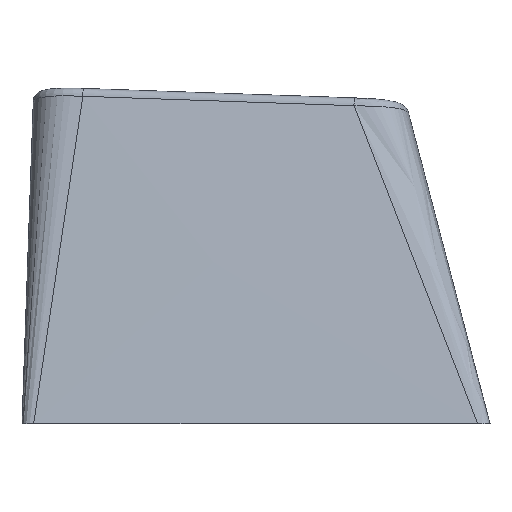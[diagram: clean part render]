
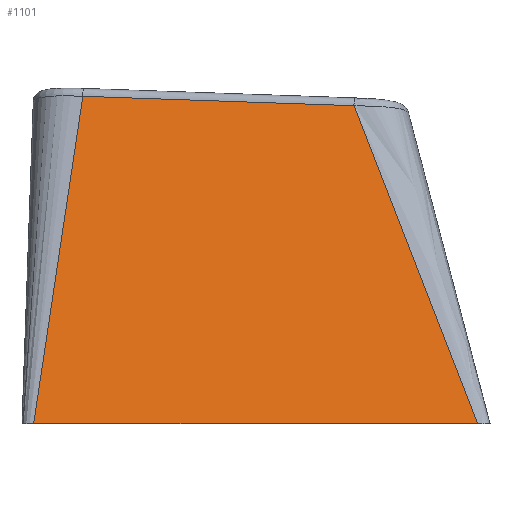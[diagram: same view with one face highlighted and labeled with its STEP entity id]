
A CAD part, left-side view. The second image highlights one B-rep face of the part: STEP entity #1101.
In plain terms, the highlighted free-form (B-spline) face has degree [3, 1] with [4, 2] control points.
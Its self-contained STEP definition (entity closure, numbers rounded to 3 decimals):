
#40=B_SPLINE_SURFACE_WITH_KNOTS('',3,1,((#1849,#1850),(#1851,#1852),(#1853,
#1854),(#1855,#1856)),.UNSPECIFIED.,.F.,.F.,.F.,(4,4),(2,2),(0.,13.445),
(-54.3,-36.2),.UNSPECIFIED.);
#63=FACE_OUTER_BOUND('',#129,.T.);
#129=EDGE_LOOP('',(#761,#762,#763,#764));
#198=B_SPLINE_CURVE_WITH_KNOTS('',3,(#1858,#1859,#1860,#1861,#1862,#1863,
#1864,#1865,#1866,#1867,#1868,#1869,#1870,#1871,#1872,#1873,#1874,#1875,
#1876,#1877,#1878,#1879,#1880,#1881,#1882),.UNSPECIFIED.,.F.,.F.,(4,3,3,
3,3,3,3,3,4),(0.015,0.108,2.191,4.272,
6.349,8.422,10.492,12.557,13.241),
 .UNSPECIFIED.);
#199=B_SPLINE_CURVE_WITH_KNOTS('',3,(#1884,#1885,#1886,#1887,#1888,#1889,
#1890,#1891,#1892,#1893,#1894,#1895,#1896,#1897,#1898,#1899,#1900,#1901,
#1902,#1903,#1904,#1905),.UNSPECIFIED.,.F.,.F.,(4,3,3,3,3,3,3,4),(0.12,
2.245,4.373,6.505,8.643,10.785,
12.933,13.748),.UNSPECIFIED.);
#236=LINE('',#1685,#353);
#249=LINE('',#1906,#366);
#353=VECTOR('',#1258,10.);
#366=VECTOR('',#1275,10.);
#474=VERTEX_POINT('',#1631);
#475=VERTEX_POINT('',#1684);
#490=VERTEX_POINT('',#1857);
#491=VERTEX_POINT('',#1883);
#576=EDGE_CURVE('',#474,#475,#236,.T.);
#595=EDGE_CURVE('',#490,#475,#198,.F.);
#596=EDGE_CURVE('',#474,#491,#199,.T.);
#597=EDGE_CURVE('',#491,#490,#249,.F.);
#761=ORIENTED_EDGE('',*,*,#595,.T.);
#762=ORIENTED_EDGE('',*,*,#576,.F.);
#763=ORIENTED_EDGE('',*,*,#596,.T.);
#764=ORIENTED_EDGE('',*,*,#597,.T.);
#1101=ADVANCED_FACE('',(#63),#40,.F.);
#1258=DIRECTION('',(0.,1.,0.));
#1275=DIRECTION('',(0.,-0.999,-0.035));
#1631=CARTESIAN_POINT('',(-9.05,-9.939,-50.));
#1684=CARTESIAN_POINT('',(-9.05,7.231,-50.));
#1685=CARTESIAN_POINT('',(-9.05,-9.939,-50.));
#1849=CARTESIAN_POINT('Ctrl Pts',(-6.025,-7.115,-37.409));
#1850=CARTESIAN_POINT('Ctrl Pts',(-6.025,7.226,-36.908));
#1851=CARTESIAN_POINT('Ctrl Pts',(-7.033,-8.216,-41.606));
#1852=CARTESIAN_POINT('Ctrl Pts',(-7.033,7.378,-41.272));
#1853=CARTESIAN_POINT('Ctrl Pts',(-8.042,-9.316,-45.803));
#1854=CARTESIAN_POINT('Ctrl Pts',(-8.042,7.531,-45.636));
#1855=CARTESIAN_POINT('Ctrl Pts',(-9.05,-10.417,-50.));
#1856=CARTESIAN_POINT('Ctrl Pts',(-9.05,7.683,-50.));
#1857=CARTESIAN_POINT('',(-6.107,5.33,-37.328));
#1858=CARTESIAN_POINT('Ctrl Pts',(-9.05,7.231,-50.));
#1859=CARTESIAN_POINT('Ctrl Pts',(-9.043,7.227,-49.97));
#1860=CARTESIAN_POINT('Ctrl Pts',(-9.036,7.222,-49.941));
#1861=CARTESIAN_POINT('Ctrl Pts',(-9.029,7.218,-49.911));
#1862=CARTESIAN_POINT('Ctrl Pts',(-8.876,7.118,-49.246));
#1863=CARTESIAN_POINT('Ctrl Pts',(-8.722,7.018,-48.581));
#1864=CARTESIAN_POINT('Ctrl Pts',(-8.568,6.919,-47.915));
#1865=CARTESIAN_POINT('Ctrl Pts',(-8.414,6.819,-47.251));
#1866=CARTESIAN_POINT('Ctrl Pts',(-8.26,6.72,-46.587));
#1867=CARTESIAN_POINT('Ctrl Pts',(-8.106,6.62,-45.922));
#1868=CARTESIAN_POINT('Ctrl Pts',(-7.952,6.521,-45.259));
#1869=CARTESIAN_POINT('Ctrl Pts',(-7.798,6.422,-44.595));
#1870=CARTESIAN_POINT('Ctrl Pts',(-7.644,6.322,-43.931));
#1871=CARTESIAN_POINT('Ctrl Pts',(-7.49,6.223,-43.269));
#1872=CARTESIAN_POINT('Ctrl Pts',(-7.337,6.123,-42.607));
#1873=CARTESIAN_POINT('Ctrl Pts',(-7.183,6.024,-41.945));
#1874=CARTESIAN_POINT('Ctrl Pts',(-7.029,5.925,-41.284));
#1875=CARTESIAN_POINT('Ctrl Pts',(-6.875,5.825,-40.623));
#1876=CARTESIAN_POINT('Ctrl Pts',(-6.721,5.726,-39.962));
#1877=CARTESIAN_POINT('Ctrl Pts',(-6.568,5.627,-39.303));
#1878=CARTESIAN_POINT('Ctrl Pts',(-6.414,5.528,-38.643));
#1879=CARTESIAN_POINT('Ctrl Pts',(-6.26,5.429,-37.983));
#1880=CARTESIAN_POINT('Ctrl Pts',(-6.209,5.396,-37.765));
#1881=CARTESIAN_POINT('Ctrl Pts',(-6.158,5.363,-37.546));
#1882=CARTESIAN_POINT('Ctrl Pts',(-6.107,5.33,-37.328));
#1883=CARTESIAN_POINT('',(-6.11,-5.155,-37.692));
#1884=CARTESIAN_POINT('Ctrl Pts',(-9.05,-9.939,-50.));
#1885=CARTESIAN_POINT('Ctrl Pts',(-8.896,-9.69,-49.36));
#1886=CARTESIAN_POINT('Ctrl Pts',(-8.743,-9.441,-48.72));
#1887=CARTESIAN_POINT('Ctrl Pts',(-8.59,-9.193,-48.081));
#1888=CARTESIAN_POINT('Ctrl Pts',(-8.436,-8.944,-47.44));
#1889=CARTESIAN_POINT('Ctrl Pts',(-8.282,-8.695,-46.799));
#1890=CARTESIAN_POINT('Ctrl Pts',(-8.129,-8.446,-46.158));
#1891=CARTESIAN_POINT('Ctrl Pts',(-7.975,-8.197,-45.516));
#1892=CARTESIAN_POINT('Ctrl Pts',(-7.822,-7.948,-44.874));
#1893=CARTESIAN_POINT('Ctrl Pts',(-7.668,-7.698,-44.233));
#1894=CARTESIAN_POINT('Ctrl Pts',(-7.515,-7.448,-43.589));
#1895=CARTESIAN_POINT('Ctrl Pts',(-7.361,-7.198,-42.945));
#1896=CARTESIAN_POINT('Ctrl Pts',(-7.207,-6.948,-42.302));
#1897=CARTESIAN_POINT('Ctrl Pts',(-7.053,-6.697,-41.657));
#1898=CARTESIAN_POINT('Ctrl Pts',(-6.9,-6.446,-41.012));
#1899=CARTESIAN_POINT('Ctrl Pts',(-6.746,-6.195,-40.367));
#1900=CARTESIAN_POINT('Ctrl Pts',(-6.592,-5.944,-39.721));
#1901=CARTESIAN_POINT('Ctrl Pts',(-6.438,-5.692,-39.074));
#1902=CARTESIAN_POINT('Ctrl Pts',(-6.284,-5.441,-38.427));
#1903=CARTESIAN_POINT('Ctrl Pts',(-6.226,-5.345,-38.182));
#1904=CARTESIAN_POINT('Ctrl Pts',(-6.168,-5.25,-37.937));
#1905=CARTESIAN_POINT('Ctrl Pts',(-6.11,-5.155,-37.692));
#1906=CARTESIAN_POINT('',(-6.107,5.33,-37.328));
